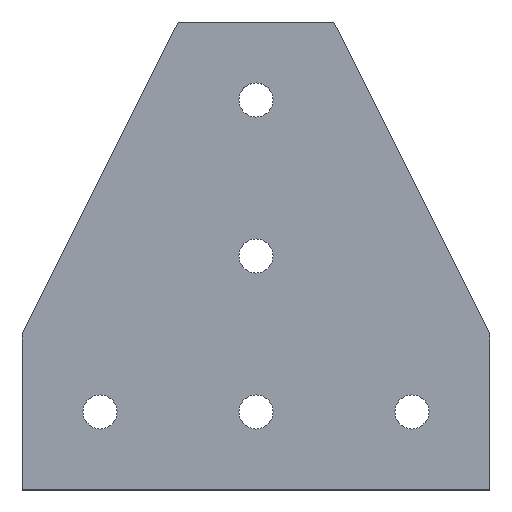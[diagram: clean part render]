
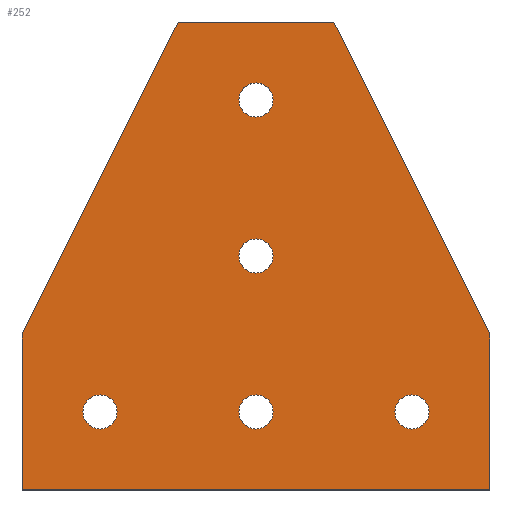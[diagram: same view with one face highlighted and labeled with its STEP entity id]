
A CAD part, top view. The second image highlights one B-rep face of the part: STEP entity #252.
In plain terms, the highlighted planar face has unit normal (0, 0, 1).
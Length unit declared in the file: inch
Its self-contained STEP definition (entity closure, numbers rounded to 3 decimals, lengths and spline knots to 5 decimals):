
#20=CIRCLE('',#273,0.164);
#22=CIRCLE('',#276,0.164);
#24=CIRCLE('',#279,0.164);
#26=CIRCLE('',#282,0.164);
#28=CIRCLE('',#285,0.164);
#69=ORIENTED_EDGE('',*,*,#115,.F.);
#70=ORIENTED_EDGE('',*,*,#113,.F.);
#71=ORIENTED_EDGE('',*,*,#111,.F.);
#72=ORIENTED_EDGE('',*,*,#109,.F.);
#73=ORIENTED_EDGE('',*,*,#107,.F.);
#74=ORIENTED_EDGE('',*,*,#93,.T.);
#75=ORIENTED_EDGE('',*,*,#97,.T.);
#76=ORIENTED_EDGE('',*,*,#100,.T.);
#77=ORIENTED_EDGE('',*,*,#103,.T.);
#78=ORIENTED_EDGE('',*,*,#106,.T.);
#79=ORIENTED_EDGE('',*,*,#118,.T.);
#93=EDGE_CURVE('',#122,#121,#143,.T.);
#97=EDGE_CURVE('',#121,#124,#147,.T.);
#100=EDGE_CURVE('',#124,#126,#150,.T.);
#103=EDGE_CURVE('',#126,#128,#153,.T.);
#106=EDGE_CURVE('',#128,#130,#156,.T.);
#107=EDGE_CURVE('',#131,#131,#20,.T.);
#109=EDGE_CURVE('',#133,#133,#22,.T.);
#111=EDGE_CURVE('',#135,#135,#24,.T.);
#113=EDGE_CURVE('',#137,#137,#26,.T.);
#115=EDGE_CURVE('',#139,#139,#28,.T.);
#118=EDGE_CURVE('',#130,#122,#158,.T.);
#121=VERTEX_POINT('',#362);
#122=VERTEX_POINT('',#364);
#124=VERTEX_POINT('',#370);
#126=VERTEX_POINT('',#376);
#128=VERTEX_POINT('',#382);
#130=VERTEX_POINT('',#388);
#131=VERTEX_POINT('',#392);
#133=VERTEX_POINT('',#397);
#135=VERTEX_POINT('',#402);
#137=VERTEX_POINT('',#407);
#139=VERTEX_POINT('',#412);
#143=LINE('',#363,#161);
#147=LINE('',#371,#165);
#150=LINE('',#377,#168);
#153=LINE('',#383,#171);
#156=LINE('',#389,#174);
#158=LINE('',#417,#176);
#161=VECTOR('',#296,39.37008);
#165=VECTOR('',#302,39.37008);
#168=VECTOR('',#307,39.37008);
#171=VECTOR('',#312,39.37008);
#174=VECTOR('',#317,39.37008);
#176=VECTOR('',#351,39.37008);
#193=EDGE_LOOP('',(#69));
#194=EDGE_LOOP('',(#70));
#195=EDGE_LOOP('',(#71));
#196=EDGE_LOOP('',(#72));
#197=EDGE_LOOP('',(#73));
#198=EDGE_LOOP('',(#74,#75,#76,#77,#78,#79));
#221=FACE_BOUND('',#193,.T.);
#222=FACE_BOUND('',#194,.T.);
#223=FACE_BOUND('',#195,.T.);
#224=FACE_BOUND('',#196,.T.);
#225=FACE_BOUND('',#197,.T.);
#226=FACE_BOUND('',#198,.T.);
#239=PLANE('',#288);
#252=ADVANCED_FACE('',(#221,#222,#223,#224,#225,#226),#239,.T.);
#273=AXIS2_PLACEMENT_3D('',#391,#320,#321);
#276=AXIS2_PLACEMENT_3D('',#396,#326,#327);
#279=AXIS2_PLACEMENT_3D('',#401,#332,#333);
#282=AXIS2_PLACEMENT_3D('',#406,#338,#339);
#285=AXIS2_PLACEMENT_3D('',#411,#344,#345);
#288=AXIS2_PLACEMENT_3D('',#418,#352,#353);
#296=DIRECTION('',(-0.447,-0.894,0.));
#302=DIRECTION('',(0.,-1.,0.));
#307=DIRECTION('',(1.,0.,0.));
#312=DIRECTION('',(0.,1.,0.));
#317=DIRECTION('',(-0.447,0.894,0.));
#320=DIRECTION('',(0.,0.,1.));
#321=DIRECTION('',(1.,0.,0.));
#326=DIRECTION('',(0.,0.,1.));
#327=DIRECTION('',(1.,0.,0.));
#332=DIRECTION('',(0.,0.,1.));
#333=DIRECTION('',(1.,0.,0.));
#338=DIRECTION('',(0.,0.,1.));
#339=DIRECTION('',(1.,0.,0.));
#344=DIRECTION('',(0.,0.,1.));
#345=DIRECTION('',(1.,0.,0.));
#351=DIRECTION('',(-1.,0.,0.));
#352=DIRECTION('',(0.,0.,1.));
#353=DIRECTION('',(1.,0.,0.));
#362=CARTESIAN_POINT('',(-2.25,1.5,0.25));
#363=CARTESIAN_POINT('',(-0.75,4.5,0.25));
#364=CARTESIAN_POINT('',(-0.75,4.5,0.25));
#370=CARTESIAN_POINT('',(-2.25,0.,0.25));
#371=CARTESIAN_POINT('',(-2.25,1.5,0.25));
#376=CARTESIAN_POINT('',(2.25,0.,0.25));
#377=CARTESIAN_POINT('',(-2.25,0.,0.25));
#382=CARTESIAN_POINT('',(2.25,1.5,0.25));
#383=CARTESIAN_POINT('',(2.25,0.,0.25));
#388=CARTESIAN_POINT('',(0.75,4.5,0.25));
#389=CARTESIAN_POINT('',(2.25,1.5,0.25));
#391=CARTESIAN_POINT('',(1.5,0.75,0.25));
#392=CARTESIAN_POINT('',(1.664,0.75,0.25));
#396=CARTESIAN_POINT('',(0.,2.25,0.25));
#397=CARTESIAN_POINT('',(0.164,2.25,0.25));
#401=CARTESIAN_POINT('',(0.,3.75,0.25));
#402=CARTESIAN_POINT('',(0.164,3.75,0.25));
#406=CARTESIAN_POINT('',(0.,0.75,0.25));
#407=CARTESIAN_POINT('',(0.164,0.75,0.25));
#411=CARTESIAN_POINT('',(-1.5,0.75,0.25));
#412=CARTESIAN_POINT('',(-1.336,0.75,0.25));
#417=CARTESIAN_POINT('',(0.75,4.5,0.25));
#418=CARTESIAN_POINT('',(0.,0.,0.25));
